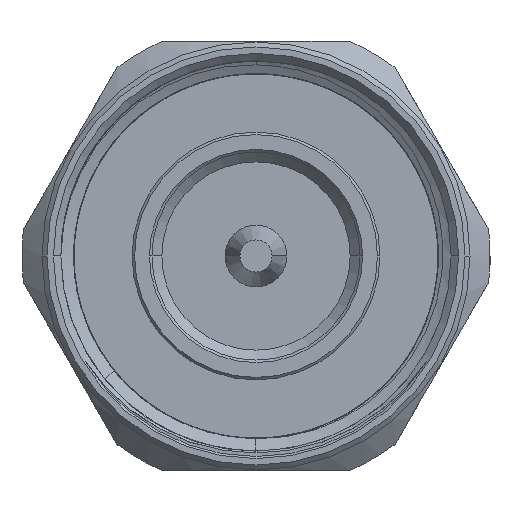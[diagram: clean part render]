
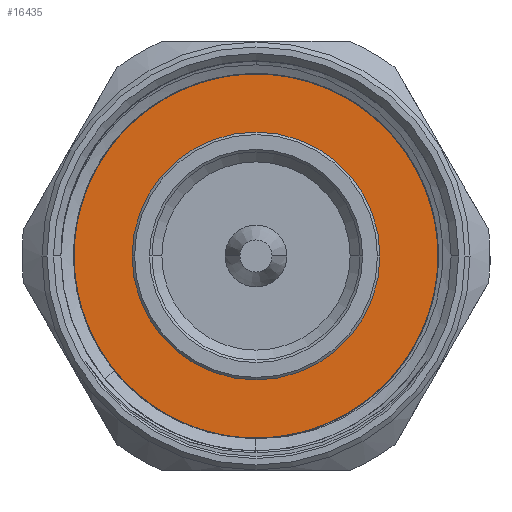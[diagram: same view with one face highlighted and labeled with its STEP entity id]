
A CAD part, left-side view. The second image highlights one B-rep face of the part: STEP entity #16435.
In plain terms, the highlighted planar face has unit normal (-1, 0, 0).
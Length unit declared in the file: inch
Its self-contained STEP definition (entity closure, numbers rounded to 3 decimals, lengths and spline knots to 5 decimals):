
#171 = CARTESIAN_POINT ( 'NONE',  ( 0.3317, 0.25057, -0.28294 ) ) ;
#437 = DIRECTION ( 'NONE',  ( 0., -1., 0. ) ) ;
#1115 = CARTESIAN_POINT ( 'NONE',  ( 0.3317, 0.36833, 0. ) ) ;
#1270 = CARTESIAN_POINT ( 'NONE',  ( 0.3317, -0.00149, -0.38553 ) ) ;
#1339 = VERTEX_POINT ( 'NONE', #1591 ) ;
#1359 = CARTESIAN_POINT ( 'NONE',  ( 0.3317, -0.09337, -0.37703 ) ) ;
#1591 = CARTESIAN_POINT ( 'NONE',  ( 0.3317, 0.36833, 0. ) ) ;
#2028 = CIRCLE ( 'NONE', #7158, 0.24999 ) ;
#2379 = CARTESIAN_POINT ( 'NONE',  ( 0.3317, -0.259, -0.29645 ) ) ;
#2468 = VERTEX_POINT ( 'NONE', #11977 ) ;
#2554 = CARTESIAN_POINT ( 'NONE',  ( 0.3317, 0.29945, -0.22719 ) ) ;
#2713 = CARTESIAN_POINT ( 'NONE',  ( 0.3317, -0.19728, -0.33825 ) ) ;
#3095 = CARTESIAN_POINT ( 'NONE',  ( 0.3317, 0.3937, 0. ) ) ;
#3703 = CARTESIAN_POINT ( 'NONE',  ( 0.3317, -0.14696, -0.36127 ) ) ;
#3716 = EDGE_CURVE ( 'NONE', #2468, #7139, #10078, .T. ) ;
#3905 = FACE_BOUND ( 'NONE', #10366, .T. ) ;
#3951 = CARTESIAN_POINT ( 'NONE',  ( 0.3317, 0.34982, -0.12826 ) ) ;
#4384 = ORIENTED_EDGE ( 'NONE', *, *, #5369, .T. ) ;
#4605 = VECTOR ( 'NONE', #9525, 39.37008 ) ;
#4863 = AXIS2_PLACEMENT_3D ( 'NONE', #9079, #15752, #12034 ) ;
#5057 = CARTESIAN_POINT ( 'NONE',  ( 0.3317, 0.32839, -0.17951 ) ) ;
#5151 = CARTESIAN_POINT ( 'NONE',  ( 0.3317, 0.20734, -0.31787 ) ) ;
#5233 = CARTESIAN_POINT ( 'NONE',  ( 0.3317, -0.16408, -0.3544 ) ) ;
#5313 = CARTESIAN_POINT ( 'NONE',  ( 0.3317, 0.10823, -0.36857 ) ) ;
#5369 = EDGE_CURVE ( 'NONE', #1339, #5955, #9445, .T. ) ;
#5515 = EDGE_CURVE ( 'NONE', #16147, #7700, #2028, .T. ) ;
#5955 = VERTEX_POINT ( 'NONE', #6052 ) ;
#5988 = DIRECTION ( 'NONE',  ( -1., 0., 0. ) ) ;
#6052 = CARTESIAN_POINT ( 'NONE',  ( 0.3317, -0.27282, -0.28385 ) ) ;
#6425 = CARTESIAN_POINT ( 'NONE',  ( 0.3317, -0.01075, -0.38563 ) ) ;
#6520 = CARTESIAN_POINT ( 'NONE',  ( 0.3317, -0.11165, -0.37259 ) ) ;
#6600 = CARTESIAN_POINT ( 'NONE',  ( 0.3317, 0.28835, -0.24193 ) ) ;
#6948 = DIRECTION ( 'NONE',  ( 1., 0., 0. ) ) ;
#7014 = CARTESIAN_POINT ( 'NONE',  ( 0.3317, 0., 0. ) ) ;
#7139 = VERTEX_POINT ( 'NONE', #9694 ) ;
#7158 = AXIS2_PLACEMENT_3D ( 'NONE', #15008, #13664, #8607 ) ;
#7176 = DIRECTION ( 'NONE',  ( 0., -1., 0. ) ) ;
#7530 = CARTESIAN_POINT ( 'NONE',  ( 0.3317, -0.27282, -0.28385 ) ) ;
#7700 = VERTEX_POINT ( 'NONE', #10338 ) ;
#7733 = FACE_OUTER_BOUND ( 'NONE', #10863, .T. ) ;
#7742 = ORIENTED_EDGE ( 'NONE', *, *, #10134, .T. ) ;
#7780 = CARTESIAN_POINT ( 'NONE',  ( 0.3317, 0.02643, -0.38387 ) ) ;
#7865 = CARTESIAN_POINT ( 'NONE',  ( 0.3317, -0.21342, -0.32895 ) ) ;
#7924 = AXIS2_PLACEMENT_3D ( 'NONE', #7014, #15001, #7176 ) ;
#8607 = DIRECTION ( 'NONE',  ( 0., -1., 0. ) ) ;
#8790 = CARTESIAN_POINT ( 'NONE',  ( 0.3317, -0.24435, -0.30799 ) ) ;
#8922 = EDGE_CURVE ( 'NONE', #7700, #16147, #12612, .T. ) ;
#9079 = CARTESIAN_POINT ( 'NONE',  ( 0.3317, 0., 0. ) ) ;
#9125 = CARTESIAN_POINT ( 'NONE',  ( 0.3317, 0.36341, -0.07443 ) ) ;
#9377 = AXIS2_PLACEMENT_3D ( 'NONE', #9485, #6948, #437 ) ;
#9445 = B_SPLINE_CURVE_WITH_KNOTS ( 'NONE', 3,
 ( #1115, #14097, #10135, #9125, #14249, #3951, #13009, #5057, #11582, #2554, #6600, #10219, #171, #14171, #5151, #11673, #11424, #5313, #15624, #7780, #12680, #1270, #6425, #12927, #13927, #1359, #6520, #3703, #5233, #2713, #7865, #8790, #2379, #7530 ),
 .UNSPECIFIED., .F., .F.,
 ( 4, 2, 2, 2, 2, 2, 2, 2, 2, 2, 2, 2, 2, 2, 2, 2, 4 ),
 ( 0., 0.00142, 0.00284, 0.00426, 0.00568, 0.0071, 0.00853, 0.00995, 0.01137, 0.01421, 0.01492, 0.01563, 0.01705, 0.01847, 0.01989, 0.02131, 0.02273 ),
 .UNSPECIFIED. ) ;
#9485 = CARTESIAN_POINT ( 'NONE',  ( 0.3317, 0., 0. ) ) ;
#9525 = DIRECTION ( 'NONE',  ( 0., -1., 0. ) ) ;
#9694 = CARTESIAN_POINT ( 'NONE',  ( 0.3317, 0.3937, 0. ) ) ;
#9777 = LINE ( 'NONE', #3095, #4605 ) ;
#10078 = CIRCLE ( 'NONE', #7924, 0.3937 ) ;
#10134 = EDGE_CURVE ( 'NONE', #5955, #2468, #15906, .T. ) ;
#10135 = CARTESIAN_POINT ( 'NONE',  ( 0.3317, 0.36797, -0.03733 ) ) ;
#10219 = CARTESIAN_POINT ( 'NONE',  ( 0.3317, 0.26397, -0.26976 ) ) ;
#10338 = CARTESIAN_POINT ( 'NONE',  ( 0.3317, -0.24999, 0. ) ) ;
#10366 = EDGE_LOOP ( 'NONE', ( #14590, #12953 ) ) ;
#10863 = EDGE_LOOP ( 'NONE', ( #15690, #4384, #7742, #12388 ) ) ;
#11196 = EDGE_CURVE ( 'NONE', #7139, #1339, #9777, .T. ) ;
#11424 = CARTESIAN_POINT ( 'NONE',  ( 0.3317, 0.15955, -0.34614 ) ) ;
#11582 = CARTESIAN_POINT ( 'NONE',  ( 0.3317, 0.31944, -0.19606 ) ) ;
#11673 = CARTESIAN_POINT ( 'NONE',  ( 0.3317, 0.17602, -0.33744 ) ) ;
#11977 = CARTESIAN_POINT ( 'NONE',  ( 0.3317, -0.3937, 0. ) ) ;
#12034 = DIRECTION ( 'NONE',  ( 0., -1., 0. ) ) ;
#12052 = CARTESIAN_POINT ( 'NONE',  ( 0.3317, 0.24999, 0. ) ) ;
#12388 = ORIENTED_EDGE ( 'NONE', *, *, #3716, .T. ) ;
#12612 = CIRCLE ( 'NONE', #9377, 0.24999 ) ;
#12680 = CARTESIAN_POINT ( 'NONE',  ( 0.3317, 0.01709, -0.38465 ) ) ;
#12927 = CARTESIAN_POINT ( 'NONE',  ( 0.3317, -0.03846, -0.38495 ) ) ;
#12953 = ORIENTED_EDGE ( 'NONE', *, *, #5515, .T. ) ;
#13009 = CARTESIAN_POINT ( 'NONE',  ( 0.3317, 0.34356, -0.14563 ) ) ;
#13664 = DIRECTION ( 'NONE',  ( 1., 0., 0. ) ) ;
#13927 = CARTESIAN_POINT ( 'NONE',  ( 0.3317, -0.05683, -0.38319 ) ) ;
#14001 = AXIS2_PLACEMENT_3D ( 'NONE', #15253, #5988, #16615 ) ;
#14097 = CARTESIAN_POINT ( 'NONE',  ( 0.3317, 0.36886, -0.01871 ) ) ;
#14171 = CARTESIAN_POINT ( 'NONE',  ( 0.3317, 0.22225, -0.30698 ) ) ;
#14249 = CARTESIAN_POINT ( 'NONE',  ( 0.3317, 0.35974, -0.0927 ) ) ;
#14590 = ORIENTED_EDGE ( 'NONE', *, *, #8922, .T. ) ;
#15001 = DIRECTION ( 'NONE',  ( -1., 0., 0. ) ) ;
#15008 = CARTESIAN_POINT ( 'NONE',  ( 0.3317, 0., 0. ) ) ;
#15152 = PLANE ( 'NONE',  #4863 ) ;
#15253 = CARTESIAN_POINT ( 'NONE',  ( 0.3317, 0., 0. ) ) ;
#15624 = CARTESIAN_POINT ( 'NONE',  ( 0.3317, 0.07264, -0.37827 ) ) ;
#15690 = ORIENTED_EDGE ( 'NONE', *, *, #11196, .T. ) ;
#15752 = DIRECTION ( 'NONE',  ( -1., 0., 0. ) ) ;
#15906 = CIRCLE ( 'NONE', #14001, 0.3937 ) ;
#16147 = VERTEX_POINT ( 'NONE', #12052 ) ;
#16435 = ADVANCED_FACE ( 'NONE', ( #7733, #3905 ), #15152, .T. ) ;
#16615 = DIRECTION ( 'NONE',  ( 0., -1., 0. ) ) ;
